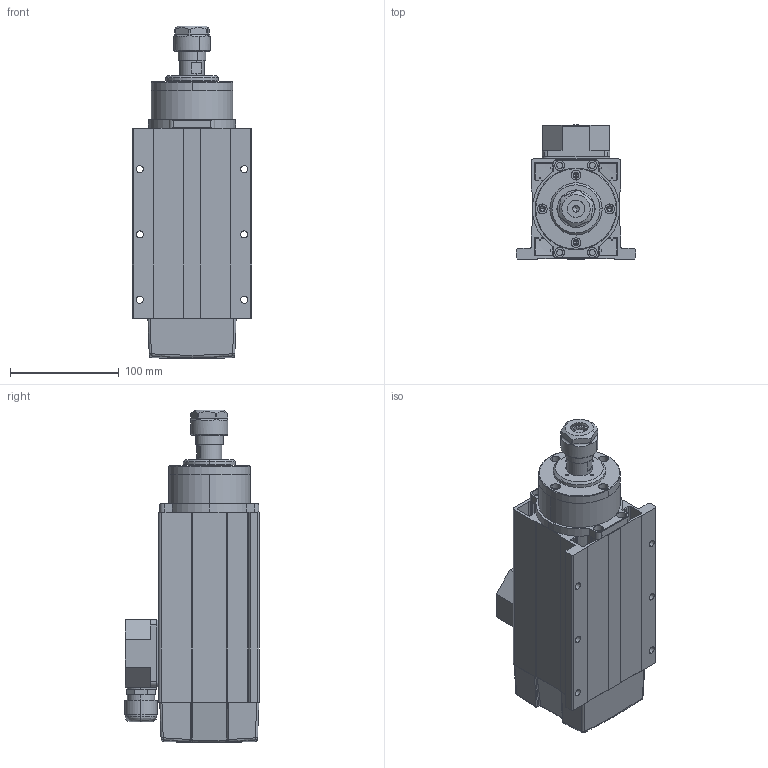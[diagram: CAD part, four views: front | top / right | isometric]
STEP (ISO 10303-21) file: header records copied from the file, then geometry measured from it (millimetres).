
FILE_DESCRIPTION (( 'STEP AP214' ), '1' );
FILE_NAME ('GDF46-24Z-2.2諉盄碟湍褐遴.STEP', '2024-07-18T02:23:01', ( '00' ), ( '' ), 'SwSTEP 2.0', 'SolidWorks 2018', '' );
FILE_SCHEMA (( 'AUTOMOTIVE_DESIGN' ));
Length unit declared in the file: millimetre
Products named in the file (13): 瑞欶.prt; ヶ裔; ER20 粟俶芠標; GDF46-18Z-1.5-06 躇猾裔; 萇埭羲壽M18x1.5PG13.5AD18; 袪謂﹞粣; GDF46睿60籵蚚堤盄碟62x62; 傷裔; GDF46-18Z-1.5-06 湍褐梟儂褲_2; ER20蹟簽; GDF46-24Z-2.2諉盄碟湍褐遴; GDF46睿60籵蚚寡蝶菜62x62; GDF46睿60籵蚚堤盄碟62x62-PG13
Assembly tree (12 placements, depth 3):
  GDF46-24Z-2.2諉盄碟湍褐遴
    GDF46-18Z-1.5-06 湍褐梟儂褲_2
    傷裔
    ヶ裔
    GDF46-18Z-1.5-06 躇猾裔
    袪謂﹞粣
    瑞欶.prt
    ER20 粟俶芠標
    ER20蹟簽
    GDF46睿60籵蚚堤盄碟62x62-PG13
      GDF46睿60籵蚚寡蝶菜62x62
      GDF46睿60籵蚚堤盄碟62x62
      萇埭羲壽M18x1.5PG13.5AD18
Bounding box: 110 x 123.8 x 305 mm (x, y, z)
Volume: 706240.3 mm3; surface area: 294786.2 mm2
Topology: 11 solids, 11 shells, 523 faces, 1340 edges, 865 vertices
Faces by surface type: plane 221, cylinder 217, bspline 48, cone 37
Entity records: 24564 total; most frequent: CARTESIAN_POINT 5598, ORIENTED_EDGE 2652, DIRECTION 2643, EDGE_CURVE 1326, AXIS2_PLACEMENT_3D 976, VERTEX_POINT 865, VECTOR 691, LINE 691
